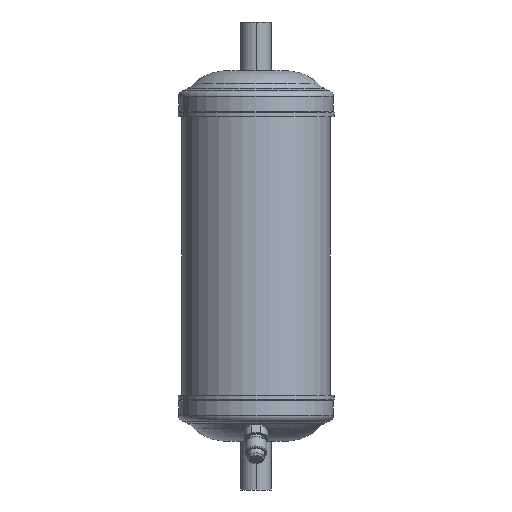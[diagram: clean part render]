
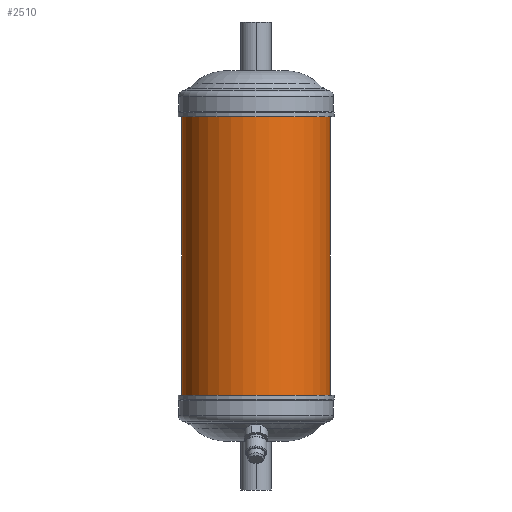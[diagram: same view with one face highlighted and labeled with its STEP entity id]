
A CAD part, front view. The second image highlights one B-rep face of the part: STEP entity #2510.
In plain terms, the highlighted cylindrical face has radius 38.1 mm (diameter 76.2 mm), a partial arc.
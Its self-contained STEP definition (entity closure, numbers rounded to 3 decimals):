
#8 = CARTESIAN_POINT ( 'NONE',  ( -38.1, 0., 71.4 ) ) ;
#19 = ORIENTED_EDGE ( 'NONE', *, *, #797, .F. ) ;
#64 = ORIENTED_EDGE ( 'NONE', *, *, #236, .T. ) ;
#101 = FACE_OUTER_BOUND ( 'NONE', #244, .T. ) ;
#172 = VECTOR ( 'NONE', #1056, 1000. ) ;
#236 = EDGE_CURVE ( 'NONE', #1827, #868, #2680, .T. ) ;
#244 = EDGE_LOOP ( 'NONE', ( #19, #767, #64, #669 ) ) ;
#279 = CIRCLE ( 'NONE', #1219, 38.1 ) ;
#354 = CARTESIAN_POINT ( 'NONE',  ( 38.1, 0., -71.4 ) ) ;
#542 = CARTESIAN_POINT ( 'NONE',  ( 0., 0., 82. ) ) ;
#665 = CARTESIAN_POINT ( 'NONE',  ( -38.1, 0., 82. ) ) ;
#669 = ORIENTED_EDGE ( 'NONE', *, *, #2298, .F. ) ;
#695 = DIRECTION ( 'NONE',  ( 0., 0., -1. ) ) ;
#711 = AXIS2_PLACEMENT_3D ( 'NONE', #930, #2248, #1605 ) ;
#767 = ORIENTED_EDGE ( 'NONE', *, *, #2486, .F. ) ;
#797 = EDGE_CURVE ( 'NONE', #1751, #2645, #874, .T. ) ;
#868 = VERTEX_POINT ( 'NONE', #1525 ) ;
#874 = LINE ( 'NONE', #1745, #172 ) ;
#930 = CARTESIAN_POINT ( 'NONE',  ( 0., 0., -71.4 ) ) ;
#1056 = DIRECTION ( 'NONE',  ( 0., 0., -1. ) ) ;
#1076 = AXIS2_PLACEMENT_3D ( 'NONE', #542, #2761, #1634 ) ;
#1219 = AXIS2_PLACEMENT_3D ( 'NONE', #1866, #1680, #2507 ) ;
#1525 = CARTESIAN_POINT ( 'NONE',  ( -38.1, 0., -71.4 ) ) ;
#1605 = DIRECTION ( 'NONE',  ( -1., 0., 0. ) ) ;
#1634 = DIRECTION ( 'NONE',  ( -1., 0., 0. ) ) ;
#1680 = DIRECTION ( 'NONE',  ( 0., 0., 1. ) ) ;
#1745 = CARTESIAN_POINT ( 'NONE',  ( 38.1, 0., 82. ) ) ;
#1751 = VERTEX_POINT ( 'NONE', #2182 ) ;
#1827 = VERTEX_POINT ( 'NONE', #8 ) ;
#1866 = CARTESIAN_POINT ( 'NONE',  ( 0., 0., 71.4 ) ) ;
#2055 = CIRCLE ( 'NONE', #711, 38.1 ) ;
#2070 = VECTOR ( 'NONE', #695, 1000. ) ;
#2182 = CARTESIAN_POINT ( 'NONE',  ( 38.1, 0., 71.4 ) ) ;
#2248 = DIRECTION ( 'NONE',  ( 0., 0., -1. ) ) ;
#2274 = CYLINDRICAL_SURFACE ( 'NONE', #1076, 38.1 ) ;
#2298 = EDGE_CURVE ( 'NONE', #2645, #868, #2055, .T. ) ;
#2486 = EDGE_CURVE ( 'NONE', #1827, #1751, #279, .T. ) ;
#2507 = DIRECTION ( 'NONE',  ( 1., 0., 0. ) ) ;
#2510 = ADVANCED_FACE ( 'NONE', ( #101 ), #2274, .T. ) ;
#2645 = VERTEX_POINT ( 'NONE', #354 ) ;
#2680 = LINE ( 'NONE', #665, #2070 ) ;
#2761 = DIRECTION ( 'NONE',  ( 0., 0., -1. ) ) ;
